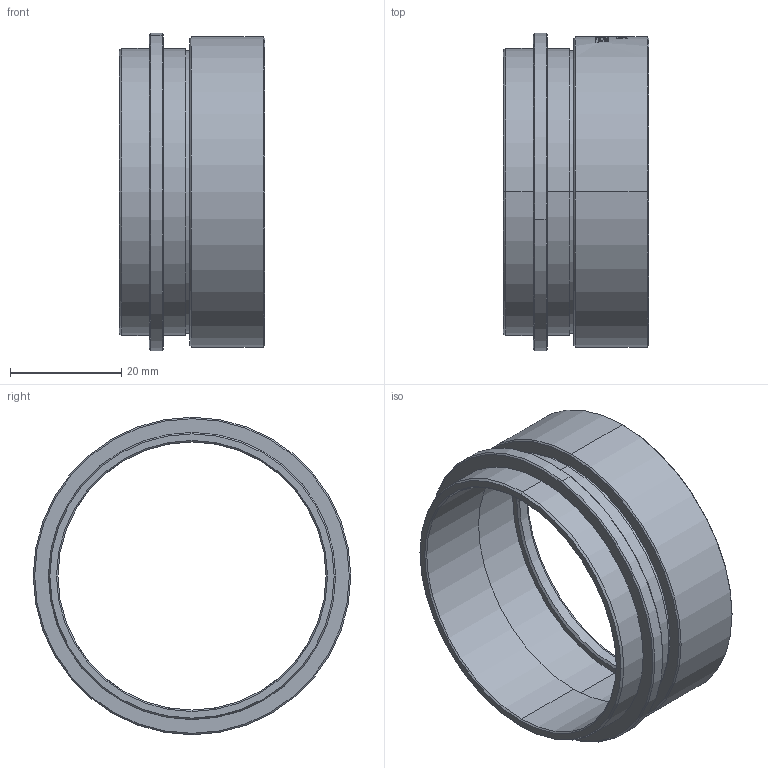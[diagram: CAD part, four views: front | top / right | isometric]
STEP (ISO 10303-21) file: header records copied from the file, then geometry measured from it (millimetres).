
FILE_DESCRIPTION (( 'STEP AP214' ), '1' );
FILE_NAME ('TTN042476-E0W.STEP', '2015-05-29T18:08:50', ( 'admin' ), ( '' ), 'SwSTEP 2.0', 'SolidWorks 2014', '' );
FILE_SCHEMA (( 'AUTOMOTIVE_DESIGN' ));
Length unit declared in the file: inch
Products named in the file (1): TTN042476-E0W
Bounding box: 26.16 x 57.15 x 57.15 mm (x, y, z)
Volume: 10063.8 mm3; surface area: 12907.3 mm2
Topology: 3 solids, 3 shells, 81 faces, 364 edges, 312 vertices
Faces by surface type: cylinder 40, cone 24, plane 17
Entity records: 6746 total; most frequent: CARTESIAN_POINT 2635, ORIENTED_EDGE 728, DIRECTION 525, EDGE_CURVE 364, VERTEX_POINT 312, AXIS2_PLACEMENT_3D 216, B_SPLINE_CURVE_WITH_KNOTS 137, CIRCLE 134
